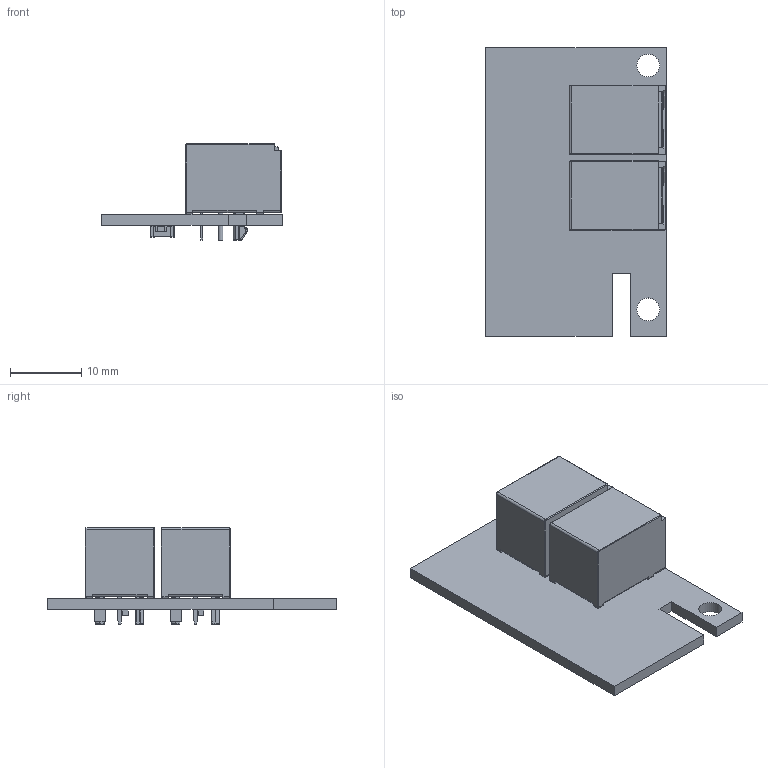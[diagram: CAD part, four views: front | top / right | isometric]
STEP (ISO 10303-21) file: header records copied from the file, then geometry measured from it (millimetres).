
FILE_DESCRIPTION(('KiCad electronic assembly'),'2;1');
FILE_NAME('spdif.step','2024-03-04T17:51:36',('Pcbnew'),('Kicad'), 'Open CASCADE STEP processor 7.6','KiCad to STEP converter','Unknown' );
FILE_SCHEMA(('AUTOMOTIVE_DESIGN { 1 0 10303 214 1 1 1 1 }'));
Length unit declared in the file: millimetre
Products named in the file (8): spdif 1; User Library-TORX147PL(f,t); L_1206_3216Metric; C_0603_1608Metric; spdif_PCB
Assembly tree (10 placements, depth 3):
  spdif 1
    User Library-TORX147PL(f,t)  x2
      User Library-TORX147PL(f,t)
    L_1206_3216Metric  x2
      L_1206_3216Metric
    C_0603_1608Metric  x2
      C_0603_1608Metric
    spdif_PCB
Bounding box: 25.4 x 40.64 x 13.6 mm (x, y, z)
Volume: 3114.9 mm3; surface area: 4751.9 mm2
Topology: 19 solids, 19 shells, 568 faces, 1430 edges, 900 vertices
Faces by surface type: plane 332, cylinder 176, bspline 52, cone 8
Full cylindrical faces by diameter (mm): 0.8 x6, 1.1 x4, 2 x4, 3.2 x2
Entity records: 11615 total; most frequent: CARTESIAN_POINT 2401, ORIENTED_EDGE 1496, DIRECTION 1442, EDGE_CURVE 748, LINE 508, VECTOR 508, VERTEX_POINT 476, AXIS2_PLACEMENT_3D 467
